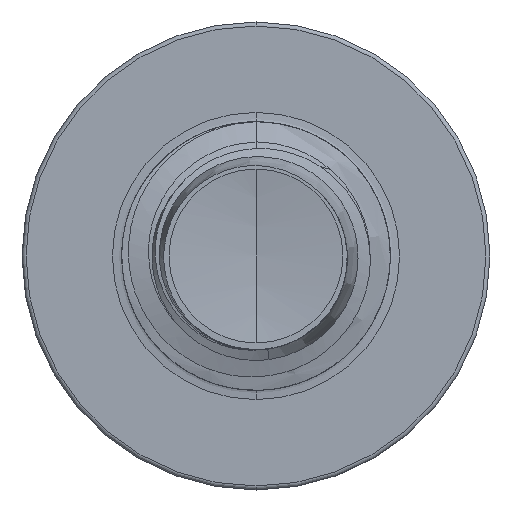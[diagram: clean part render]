
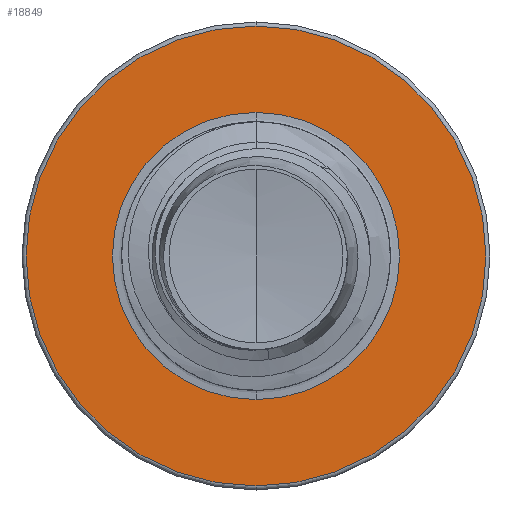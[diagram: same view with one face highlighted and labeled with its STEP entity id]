
A CAD part, front view. The second image highlights one B-rep face of the part: STEP entity #18849.
In plain terms, the highlighted planar face has unit normal (0, -1, 0).
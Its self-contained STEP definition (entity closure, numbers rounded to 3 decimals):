
#239 = AXIS2_PLACEMENT_3D ( 'NONE', #12611, #18806, #34063 ) ;
#1143 = EDGE_CURVE ( 'NONE', #5631, #27941, #31623, .T. ) ;
#1399 = EDGE_LOOP ( 'NONE', ( #27606, #10139 ) ) ;
#1636 = CARTESIAN_POINT ( 'NONE',  ( 0., 20., 0. ) ) ;
#2583 = EDGE_CURVE ( 'NONE', #25029, #22013, #10968, .T. ) ;
#4675 = DIRECTION ( 'NONE',  ( 0., 0., 1. ) ) ;
#5325 = PLANE ( 'NONE',  #32751 ) ;
#5631 = VERTEX_POINT ( 'NONE', #5988 ) ;
#5828 = FACE_BOUND ( 'NONE', #28081, .T. ) ;
#5988 = CARTESIAN_POINT ( 'NONE',  ( 0., 20., 2.998 ) ) ;
#7696 = CARTESIAN_POINT ( 'NONE',  ( 0., 20., 0. ) ) ;
#8292 = DIRECTION ( 'NONE',  ( 0., 1., 0. ) ) ;
#8398 = CARTESIAN_POINT ( 'NONE',  ( 0., 20., 0. ) ) ;
#9112 = AXIS2_PLACEMENT_3D ( 'NONE', #8398, #27918, #11344 ) ;
#10139 = ORIENTED_EDGE ( 'NONE', *, *, #30355, .F. ) ;
#10294 = CARTESIAN_POINT ( 'NONE',  ( 0., 20., -2.997 ) ) ;
#10615 = ORIENTED_EDGE ( 'NONE', *, *, #2583, .T. ) ;
#10632 = DIRECTION ( 'NONE',  ( 0., 0., 1. ) ) ;
#10968 = CIRCLE ( 'NONE', #9112, 1.872 ) ;
#11344 = DIRECTION ( 'NONE',  ( 0., 0., 1. ) ) ;
#12611 = CARTESIAN_POINT ( 'NONE',  ( 0., 20., 0. ) ) ;
#13897 = AXIS2_PLACEMENT_3D ( 'NONE', #7696, #27273, #10632 ) ;
#14441 = CIRCLE ( 'NONE', #13897, 2.998 ) ;
#18806 = DIRECTION ( 'NONE',  ( 0., 1., 0. ) ) ;
#18849 = ADVANCED_FACE ( 'NONE', ( #27382, #5828 ), #5325, .F. ) ;
#19643 = CARTESIAN_POINT ( 'NONE',  ( 0., 20., -1.872 ) ) ;
#21755 = CIRCLE ( 'NONE', #30984, 1.872 ) ;
#21803 = DIRECTION ( 'NONE',  ( 0., 1., 0. ) ) ;
#22013 = VERTEX_POINT ( 'NONE', #32867 ) ;
#25029 = VERTEX_POINT ( 'NONE', #33219 ) ;
#27273 = DIRECTION ( 'NONE',  ( 0., 1., 0. ) ) ;
#27382 = FACE_OUTER_BOUND ( 'NONE', #1399, .T. ) ;
#27606 = ORIENTED_EDGE ( 'NONE', *, *, #1143, .F. ) ;
#27821 = DIRECTION ( 'NONE',  ( 0., 0., 1. ) ) ;
#27918 = DIRECTION ( 'NONE',  ( 0., 1., 0. ) ) ;
#27941 = VERTEX_POINT ( 'NONE', #10294 ) ;
#28081 = EDGE_LOOP ( 'NONE', ( #31695, #10615 ) ) ;
#30352 = EDGE_CURVE ( 'NONE', #22013, #25029, #21755, .T. ) ;
#30355 = EDGE_CURVE ( 'NONE', #27941, #5631, #14441, .T. ) ;
#30984 = AXIS2_PLACEMENT_3D ( 'NONE', #1636, #21803, #4675 ) ;
#31623 = CIRCLE ( 'NONE', #239, 2.998 ) ;
#31695 = ORIENTED_EDGE ( 'NONE', *, *, #30352, .T. ) ;
#32751 = AXIS2_PLACEMENT_3D ( 'NONE', #19643, #8292, #27821 ) ;
#32867 = CARTESIAN_POINT ( 'NONE',  ( 0., 20., 1.872 ) ) ;
#33219 = CARTESIAN_POINT ( 'NONE',  ( 0., 20., -1.872 ) ) ;
#34063 = DIRECTION ( 'NONE',  ( 0., 0., 1. ) ) ;
